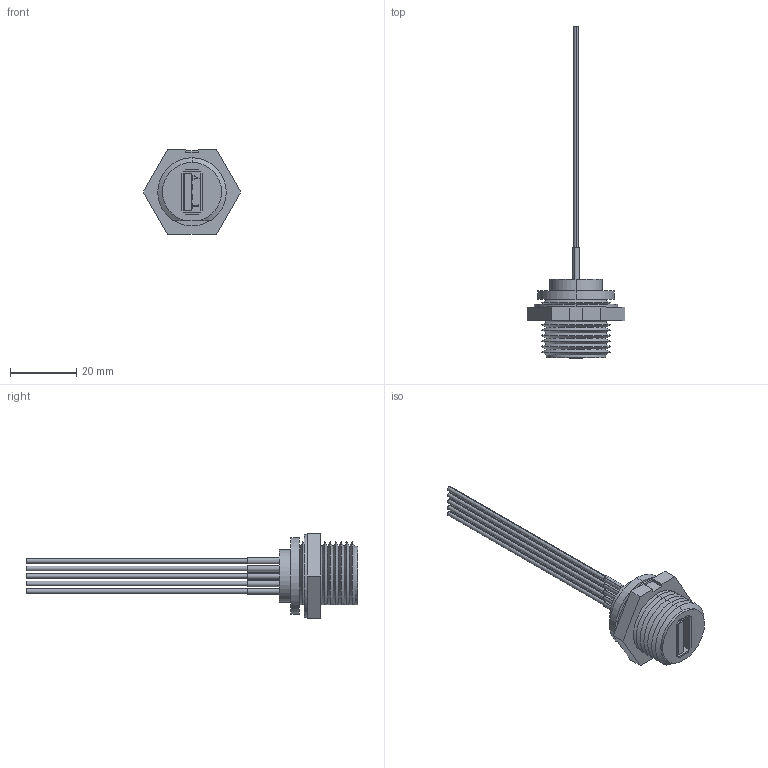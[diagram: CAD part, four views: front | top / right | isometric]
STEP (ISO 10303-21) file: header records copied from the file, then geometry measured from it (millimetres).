
FILE_DESCRIPTION (( 'STEP AP214' ), '1' );
FILE_NAME ('WPUSBAF.STEP', '2008-07-21T15:30:39', ( ' ' ), ( ' ' ), 'SwSTEP 2.0', 'SolidWorks 2008', '' );
FILE_SCHEMA (( 'AUTOMOTIVE_DESIGN' ));
Length unit declared in the file: inch
Products named in the file (5): WPUSBAF; WPUSBAF-MA2; WPUSBAF-MA1; WPUSBAF-MA3
Assembly tree (8 placements, depth 2):
  WPUSBAF
    WPUSBAF-MA3  x5
    WPUSBAF
    WPUSBAF-MA2
    WPUSBAF-MA1
Bounding box: 29.33 x 99.87 x 25.4 mm (x, y, z)
Volume: 7977.8 mm3; surface area: 7438.2 mm2
Topology: 8 solids, 8 shells, 244 faces, 627 edges, 418 vertices
Faces by surface type: plane 132, cylinder 51, bspline 31, cone 30
Entity records: 9669 total; most frequent: CARTESIAN_POINT 2955, ORIENTED_EDGE 1158, DIRECTION 977, EDGE_CURVE 579, VERTEX_POINT 386, VECTOR 377, LINE 377, AXIS2_PLACEMENT_3D 300
